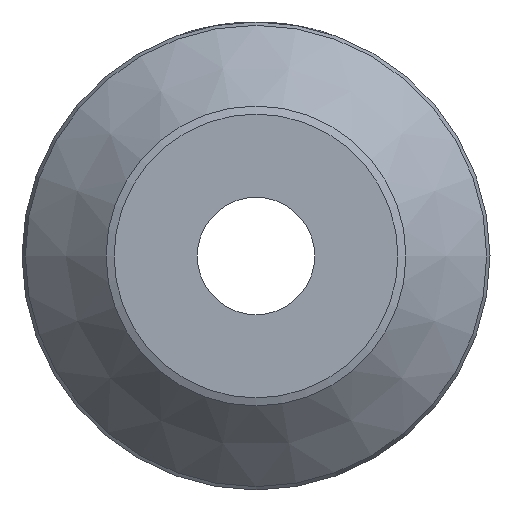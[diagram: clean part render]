
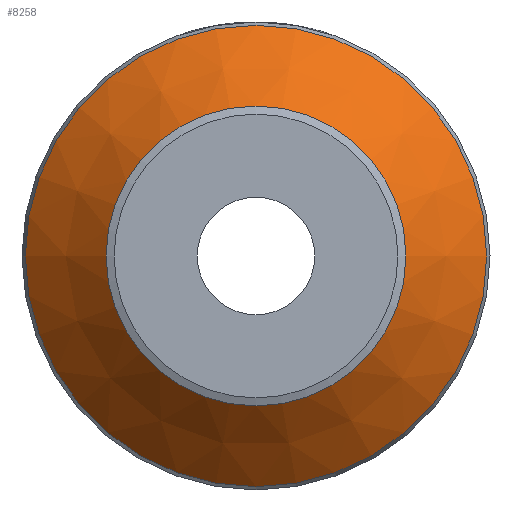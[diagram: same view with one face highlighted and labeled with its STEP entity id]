
A CAD part, left-side view. The second image highlights one B-rep face of the part: STEP entity #8258.
In plain terms, the highlighted conical face has half-angle 45 degrees and reference radius 25.4 mm.
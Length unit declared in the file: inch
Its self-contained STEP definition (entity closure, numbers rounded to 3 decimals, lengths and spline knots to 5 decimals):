
#8227=CARTESIAN_POINT('',(0.00354,0.15954,0.));
#8228=VERTEX_POINT('',#8227);
#8229=CARTESIAN_POINT('',(0.00354,0.0,0.));
#8230=DIRECTION('',(-1.0,0.0,0.0));
#8231=DIRECTION('',(0.0,-1.0,0.0));
#8232=AXIS2_PLACEMENT_3D('',#8229,#8230,#8231);
#8233=CIRCLE('',#8232,0.15954);
#8234=EDGE_CURVE('',#8228,#8228,#8233,.T.);
#8239=CARTESIAN_POINT('',(0.844,0.0,0.0));
#8240=DIRECTION('',(1.0,0.0,0.0));
#8241=DIRECTION('',(0.0,1.0,0.0));
#8242=AXIS2_PLACEMENT_3D('',#8239,#8240,#8241);
#8243=CONICAL_SURFACE('',#8242,1.0,45.);
#8244=CARTESIAN_POINT('',(0.08946,0.24546,0.));
#8245=VERTEX_POINT('',#8244);
#8246=CARTESIAN_POINT('',(0.08946,0.0,0.));
#8247=DIRECTION('',(1.0,0.0,0.0));
#8248=DIRECTION('',(0.0,-1.0,0.0));
#8249=AXIS2_PLACEMENT_3D('',#8246,#8247,#8248);
#8250=CIRCLE('',#8249,0.24546);
#8251=EDGE_CURVE('',#8245,#8245,#8250,.T.);
#8252=ORIENTED_EDGE('',*,*,#8251,.F.);
#8253=EDGE_LOOP('',(#8252));
#8254=FACE_OUTER_BOUND('',#8253,.T.);
#8255=ORIENTED_EDGE('',*,*,#8234,.F.);
#8256=EDGE_LOOP('',(#8255));
#8257=FACE_BOUND('',#8256,.T.);
#8258=ADVANCED_FACE('',(#8254,#8257),#8243,.T.);
